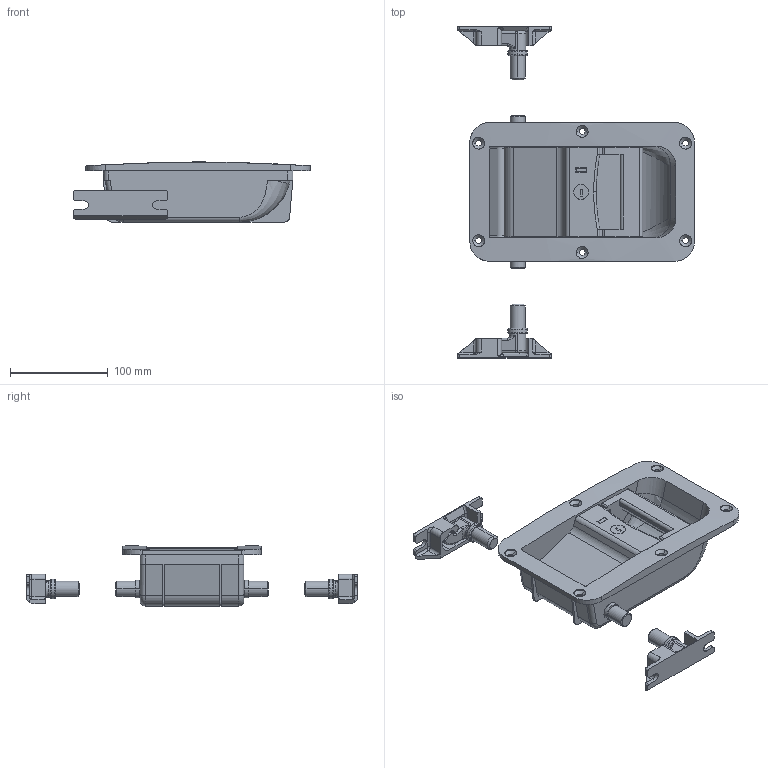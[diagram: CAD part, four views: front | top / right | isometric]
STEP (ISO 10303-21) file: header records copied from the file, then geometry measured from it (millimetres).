
FILE_DESCRIPTION (( 'STEP AP203' ), '1' );
FILE_NAME ('FA-816-2-B.STEP', '2010-08-30T07:39:45', ( ' ' ), ( ' ' ), 'SwSTEP 2.0', 'SolidWorks 2008', '' );
FILE_SCHEMA (( 'CONFIG_CONTROL_DESIGN' ));
Length unit declared in the file: millimetre
Products named in the file (10): FA-816-2僴儞僪儖__棉太倌; FA-1815-S-1_-2僼僢僋__FA-1815-S-2-R; FA-1815-S-1_-2僼僢僋__FA-1815-S-2-L; FA-816-2-B; FA-816-2杮懱__棉太倌; FA-816-2儗僶乕__棉太倌; FA-816-2僕儑僀儞僩__B; FA-816-2僔儍僼僩__棉太倌; FA-1815-S-1_-2僉乕僷乕__R; FA-1815-S-1_-2僉乕僷乕__L
Assembly tree (9 placements, depth 2):
  FA-816-2-B
    FA-1815-S-1_-2僉乕僷乕__R
    FA-1815-S-1_-2僼僢僋__FA-1815-S-2-R
    FA-816-2杮懱__棉太倌
    FA-816-2儗僶乕__棉太倌
    FA-1815-S-1_-2僼僢僋__FA-1815-S-2-L
    FA-816-2僴儞僪儖__棉太倌
    FA-1815-S-1_-2僉乕僷乕__L
    FA-816-2僔儍僼僩__棉太倌
    FA-816-2僕儑僀儞僩__B
Bounding box: 242.5 x 340 x 61.5 mm (x, y, z)
Volume: 552472.7 mm3; surface area: 230707.8 mm2
Topology: 9 solids, 9 shells, 522 faces, 1321 edges, 824 vertices
Faces by surface type: cylinder 231, plane 195, torus 58, cone 20, bspline 16, sphere 2
Entity records: 18539 total; most frequent: CARTESIAN_POINT 4797, DIRECTION 2755, ORIENTED_EDGE 2630, EDGE_CURVE 1315, AXIS2_PLACEMENT_3D 1026, VERTEX_POINT 824, VECTOR 703, LINE 703
